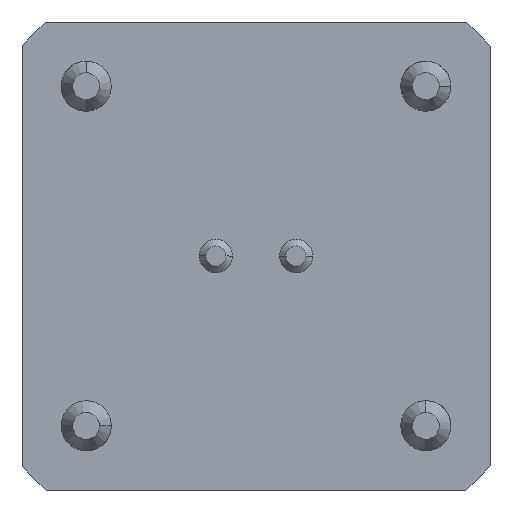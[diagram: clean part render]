
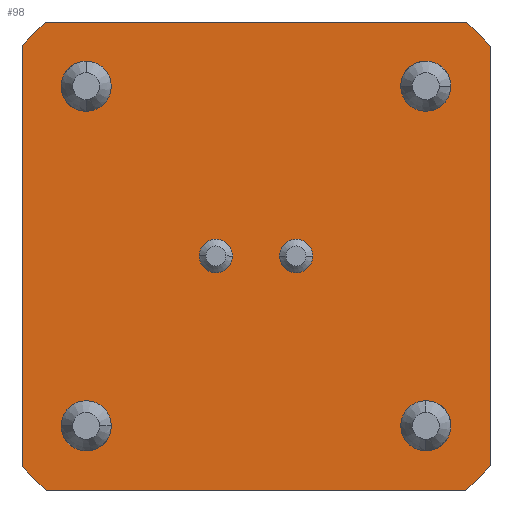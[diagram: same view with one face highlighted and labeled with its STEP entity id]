
A CAD part, left-side view. The second image highlights one B-rep face of the part: STEP entity #98.
In plain terms, the highlighted planar face has unit normal (-1, 0, 0).
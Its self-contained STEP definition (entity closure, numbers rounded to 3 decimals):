
#98=ADVANCED_FACE('',(#172,#173,#174,#175,#176,#177,#178),#179,.T.);
#172=FACE_OUTER_BOUND('',#621,.T.);
#173=FACE_BOUND('',#622,.T.);
#174=FACE_BOUND('',#623,.T.);
#175=FACE_BOUND('',#624,.T.);
#176=FACE_BOUND('',#625,.T.);
#177=FACE_BOUND('',#626,.T.);
#178=FACE_BOUND('',#627,.T.);
#179=PLANE('',#628);
#621=EDGE_LOOP('',(#1197,#1198,#1199,#1200,#1201,#1202,#1203,#1204));
#622=EDGE_LOOP('',(#1205,#1206));
#623=EDGE_LOOP('',(#1207,#1208));
#624=EDGE_LOOP('',(#1209,#1210,#1211));
#625=EDGE_LOOP('',(#1212,#1213,#1214));
#626=EDGE_LOOP('',(#1215,#1216,#1217));
#627=EDGE_LOOP('',(#1218,#1219,#1220));
#628=AXIS2_PLACEMENT_3D('',#1221,#1222,#1223);
#1197=ORIENTED_EDGE('',*,*,#1469,.T.);
#1198=ORIENTED_EDGE('',*,*,#1480,.F.);
#1199=ORIENTED_EDGE('',*,*,#1473,.T.);
#1200=ORIENTED_EDGE('',*,*,#1481,.F.);
#1201=ORIENTED_EDGE('',*,*,#1482,.T.);
#1202=ORIENTED_EDGE('',*,*,#1483,.F.);
#1203=ORIENTED_EDGE('',*,*,#1484,.T.);
#1204=ORIENTED_EDGE('',*,*,#1485,.F.);
#1205=ORIENTED_EDGE('',*,*,#1421,.F.);
#1206=ORIENTED_EDGE('',*,*,#1486,.F.);
#1207=ORIENTED_EDGE('',*,*,#1413,.F.);
#1208=ORIENTED_EDGE('',*,*,#1487,.F.);
#1209=ORIENTED_EDGE('',*,*,#1467,.F.);
#1210=ORIENTED_EDGE('',*,*,#1466,.F.);
#1211=ORIENTED_EDGE('',*,*,#1454,.F.);
#1212=ORIENTED_EDGE('',*,*,#1488,.F.);
#1213=ORIENTED_EDGE('',*,*,#1489,.F.);
#1214=ORIENTED_EDGE('',*,*,#1429,.F.);
#1215=ORIENTED_EDGE('',*,*,#1490,.F.);
#1216=ORIENTED_EDGE('',*,*,#1491,.F.);
#1217=ORIENTED_EDGE('',*,*,#1441,.F.);
#1218=ORIENTED_EDGE('',*,*,#1492,.F.);
#1219=ORIENTED_EDGE('',*,*,#1493,.F.);
#1220=ORIENTED_EDGE('',*,*,#1407,.F.);
#1221=CARTESIAN_POINT('',(-14.0,2.35,0.0));
#1222=DIRECTION('',(-1.0,0.,0.0));
#1223=DIRECTION('',(0.,1.0,0.0));
#1407=EDGE_CURVE('',#1531,#1528,#1533,.T.);
#1413=EDGE_CURVE('',#1541,#1537,#1543,.T.);
#1421=EDGE_CURVE('',#1555,#1551,#1557,.T.);
#1429=EDGE_CURVE('',#1569,#1565,#1571,.T.);
#1441=EDGE_CURVE('',#1589,#1586,#1591,.T.);
#1454=EDGE_CURVE('',#1613,#1610,#1615,.T.);
#1466=EDGE_CURVE('',#1610,#1631,#1632,.T.);
#1467=EDGE_CURVE('',#1631,#1613,#1633,.T.);
#1469=EDGE_CURVE('',#1636,#1634,#1637,.T.);
#1473=EDGE_CURVE('',#1643,#1641,#1644,.T.);
#1480=EDGE_CURVE('',#1643,#1634,#1655,.T.);
#1481=EDGE_CURVE('',#1656,#1641,#1657,.T.);
#1482=EDGE_CURVE('',#1656,#1658,#1659,.T.);
#1483=EDGE_CURVE('',#1660,#1658,#1661,.T.);
#1484=EDGE_CURVE('',#1660,#1662,#1663,.T.);
#1485=EDGE_CURVE('',#1636,#1662,#1664,.T.);
#1486=EDGE_CURVE('',#1551,#1555,#1665,.T.);
#1487=EDGE_CURVE('',#1537,#1541,#1666,.T.);
#1488=EDGE_CURVE('',#1667,#1569,#1668,.T.);
#1489=EDGE_CURVE('',#1565,#1667,#1669,.T.);
#1490=EDGE_CURVE('',#1670,#1589,#1671,.T.);
#1491=EDGE_CURVE('',#1586,#1670,#1672,.T.);
#1492=EDGE_CURVE('',#1673,#1531,#1674,.T.);
#1493=EDGE_CURVE('',#1528,#1673,#1675,.T.);
#1528=VERTEX_POINT('',#1806);
#1531=VERTEX_POINT('',#1810);
#1533=CIRCLE('',#1813,0.375);
#1537=VERTEX_POINT('',#1862);
#1541=VERTEX_POINT('',#1867);
#1543=CIRCLE('',#1870,0.25);
#1551=VERTEX_POINT('',#1880);
#1555=VERTEX_POINT('',#1885);
#1557=CIRCLE('',#1888,0.25);
#1565=VERTEX_POINT('',#1898);
#1569=VERTEX_POINT('',#1903);
#1571=CIRCLE('',#1906,0.375);
#1586=VERTEX_POINT('',#1925);
#1589=VERTEX_POINT('',#1929);
#1591=CIRCLE('',#1932,0.375);
#1610=VERTEX_POINT('',#1989);
#1613=VERTEX_POINT('',#1993);
#1615=CIRCLE('',#1996,0.375);
#1631=VERTEX_POINT('',#2061);
#1632=CIRCLE('',#2062,0.375);
#1633=CIRCLE('',#2063,0.375);
#1634=VERTEX_POINT('',#2064);
#1636=VERTEX_POINT('',#2067);
#1637=LINE('',#2068,#2069);
#1641=VERTEX_POINT('',#2083);
#1643=VERTEX_POINT('',#2086);
#1644=LINE('',#2087,#2088);
#1655=CIRCLE('',#2127,4.7);
#1656=VERTEX_POINT('',#2128);
#1657=CIRCLE('',#2129,4.7);
#1658=VERTEX_POINT('',#2130);
#1659=LINE('',#2131,#2132);
#1660=VERTEX_POINT('',#2133);
#1661=CIRCLE('',#2134,4.7);
#1662=VERTEX_POINT('',#2135);
#1663=LINE('',#2136,#2137);
#1664=CIRCLE('',#2138,4.7);
#1665=CIRCLE('',#2139,0.25);
#1666=CIRCLE('',#2140,0.25);
#1667=VERTEX_POINT('',#2141);
#1668=CIRCLE('',#2142,0.375);
#1669=CIRCLE('',#2143,0.375);
#1670=VERTEX_POINT('',#2144);
#1671=CIRCLE('',#2145,0.375);
#1672=CIRCLE('',#2146,0.375);
#1673=VERTEX_POINT('',#2147);
#1674=CIRCLE('',#2148,0.375);
#1675=CIRCLE('',#2149,0.375);
#1806=CARTESIAN_POINT('',(-14.0,-2.54,-2.915));
#1810=CARTESIAN_POINT('',(-14.0,-2.54,-2.165));
#1813=AXIS2_PLACEMENT_3D('',#2186,#2187,#2188);
#1862=CARTESIAN_POINT('',(-14.0,0.35,0.));
#1867=CARTESIAN_POINT('',(-14.0,0.85,0.));
#1870=AXIS2_PLACEMENT_3D('',#2195,#2196,#2197);
#1880=CARTESIAN_POINT('',(-14.0,-0.35,0.));
#1885=CARTESIAN_POINT('',(-14.0,-0.85,0.));
#1888=AXIS2_PLACEMENT_3D('',#2211,#2212,#2213);
#1898=CARTESIAN_POINT('',(-14.0,-2.915,2.54));
#1903=CARTESIAN_POINT('',(-14.0,-2.165,2.54));
#1906=AXIS2_PLACEMENT_3D('',#2227,#2228,#2229);
#1925=CARTESIAN_POINT('',(-14.0,2.54,2.915));
#1929=CARTESIAN_POINT('',(-14.0,2.54,2.165));
#1932=AXIS2_PLACEMENT_3D('',#2251,#2252,#2253);
#1989=CARTESIAN_POINT('',(-14.0,2.915,-2.54));
#1993=CARTESIAN_POINT('',(-14.0,2.165,-2.54));
#1996=AXIS2_PLACEMENT_3D('',#2270,#2271,#2272);
#2061=CARTESIAN_POINT('',(-14.0,2.208,-2.715));
#2062=AXIS2_PLACEMENT_3D('',#2293,#2294,#2295);
#2063=AXIS2_PLACEMENT_3D('',#2296,#2297,#2298);
#2064=CARTESIAN_POINT('',(-14.0,-3.137,-3.5));
#2067=CARTESIAN_POINT('',(-14.0,3.137,-3.5));
#2068=CARTESIAN_POINT('',(-14.0,-0.393,-3.5));
#2069=VECTOR('',#2300,10.0);
#2083=CARTESIAN_POINT('',(-14.0,-3.5,3.137));
#2086=CARTESIAN_POINT('',(-14.0,-3.5,-3.137));
#2087=CARTESIAN_POINT('',(-14.0,-3.5,1.568));
#2088=VECTOR('',#2303,10.0);
#2127=AXIS2_PLACEMENT_3D('',#2311,#2312,#2313);
#2128=CARTESIAN_POINT('',(-14.0,-3.137,3.5));
#2129=AXIS2_PLACEMENT_3D('',#2314,#2315,#2316);
#2130=CARTESIAN_POINT('',(-14.0,3.137,3.5));
#2131=CARTESIAN_POINT('',(-14.0,2.743,3.5));
#2132=VECTOR('',#2317,10.0);
#2133=CARTESIAN_POINT('',(-14.0,3.5,3.137));
#2134=AXIS2_PLACEMENT_3D('',#2318,#2319,#2320);
#2135=CARTESIAN_POINT('',(-14.0,3.5,-3.137));
#2136=CARTESIAN_POINT('',(-14.0,3.5,-1.568));
#2137=VECTOR('',#2321,10.0);
#2138=AXIS2_PLACEMENT_3D('',#2322,#2323,#2324);
#2139=AXIS2_PLACEMENT_3D('',#2325,#2326,#2327);
#2140=AXIS2_PLACEMENT_3D('',#2328,#2329,#2330);
#2141=CARTESIAN_POINT('',(-14.0,-2.208,2.715));
#2142=AXIS2_PLACEMENT_3D('',#2331,#2332,#2333);
#2143=AXIS2_PLACEMENT_3D('',#2334,#2335,#2336);
#2144=CARTESIAN_POINT('',(-14.0,2.715,2.208));
#2145=AXIS2_PLACEMENT_3D('',#2337,#2338,#2339);
#2146=AXIS2_PLACEMENT_3D('',#2340,#2341,#2342);
#2147=CARTESIAN_POINT('',(-14.0,-2.715,-2.208));
#2148=AXIS2_PLACEMENT_3D('',#2343,#2344,#2345);
#2149=AXIS2_PLACEMENT_3D('',#2346,#2347,#2348);
#2186=CARTESIAN_POINT('',(-14.0,-2.54,-2.54));
#2187=DIRECTION('',(-1.0,0.0,0.0));
#2188=DIRECTION('',(0.0,0.,-1.0));
#2195=CARTESIAN_POINT('',(-14.0,0.6,0.));
#2196=DIRECTION('',(-1.0,0.,0.));
#2197=DIRECTION('',(0.,-1.0,0.));
#2211=CARTESIAN_POINT('',(-14.0,-0.6,0.));
#2212=DIRECTION('',(-1.0,0.,0.));
#2213=DIRECTION('',(0.,1.0,0.));
#2227=CARTESIAN_POINT('',(-14.0,-2.54,2.54));
#2228=DIRECTION('',(-1.0,0.0,0.0));
#2229=DIRECTION('',(0.0,-1.0,0.0));
#2251=CARTESIAN_POINT('',(-14.0,2.54,2.54));
#2252=DIRECTION('',(-1.0,0.0,0.0));
#2253=DIRECTION('',(0.0,0.,1.0));
#2270=CARTESIAN_POINT('',(-14.0,2.54,-2.54));
#2271=DIRECTION('',(-1.0,0.0,0.0));
#2272=DIRECTION('',(0.0,1.0,0.));
#2293=CARTESIAN_POINT('',(-14.0,2.54,-2.54));
#2294=DIRECTION('',(-1.0,0.0,0.0));
#2295=DIRECTION('',(0.0,1.0,0.));
#2296=CARTESIAN_POINT('',(-14.0,2.54,-2.54));
#2297=DIRECTION('',(-1.0,0.0,0.0));
#2298=DIRECTION('',(0.0,1.0,0.));
#2300=DIRECTION('',(0.,-1.0,0.));
#2303=DIRECTION('',(0.0,0.0,1.0));
#2311=CARTESIAN_POINT('',(-14.0,0.,0.0));
#2312=DIRECTION('',(1.0,0.0,0.0));
#2313=DIRECTION('',(0.0,1.0,0.0));
#2314=CARTESIAN_POINT('',(-14.0,0.,0.0));
#2315=DIRECTION('',(1.0,0.0,0.0));
#2316=DIRECTION('',(0.0,1.0,0.0));
#2317=DIRECTION('',(0.,1.0,0.));
#2318=CARTESIAN_POINT('',(-14.0,0.,0.0));
#2319=DIRECTION('',(1.0,0.0,0.0));
#2320=DIRECTION('',(0.0,1.0,0.0));
#2321=DIRECTION('',(0.,0.,-1.0));
#2322=CARTESIAN_POINT('',(-14.0,0.,0.0));
#2323=DIRECTION('',(1.0,0.0,0.0));
#2324=DIRECTION('',(0.0,1.0,0.0));
#2325=CARTESIAN_POINT('',(-14.0,-0.6,0.));
#2326=DIRECTION('',(-1.0,0.,0.));
#2327=DIRECTION('',(0.,1.0,0.));
#2328=CARTESIAN_POINT('',(-14.0,0.6,0.));
#2329=DIRECTION('',(-1.0,0.,0.));
#2330=DIRECTION('',(0.,-1.0,0.));
#2331=CARTESIAN_POINT('',(-14.0,-2.54,2.54));
#2332=DIRECTION('',(-1.0,0.0,0.0));
#2333=DIRECTION('',(0.0,-1.0,0.0));
#2334=CARTESIAN_POINT('',(-14.0,-2.54,2.54));
#2335=DIRECTION('',(-1.0,0.0,0.0));
#2336=DIRECTION('',(0.0,-1.0,0.0));
#2337=CARTESIAN_POINT('',(-14.0,2.54,2.54));
#2338=DIRECTION('',(-1.0,0.0,0.0));
#2339=DIRECTION('',(0.0,0.,1.0));
#2340=CARTESIAN_POINT('',(-14.0,2.54,2.54));
#2341=DIRECTION('',(-1.0,0.0,0.0));
#2342=DIRECTION('',(0.0,0.,1.0));
#2343=CARTESIAN_POINT('',(-14.0,-2.54,-2.54));
#2344=DIRECTION('',(-1.0,0.0,0.0));
#2345=DIRECTION('',(0.0,0.,-1.0));
#2346=CARTESIAN_POINT('',(-14.0,-2.54,-2.54));
#2347=DIRECTION('',(-1.0,0.0,0.0));
#2348=DIRECTION('',(0.0,0.,-1.0));
